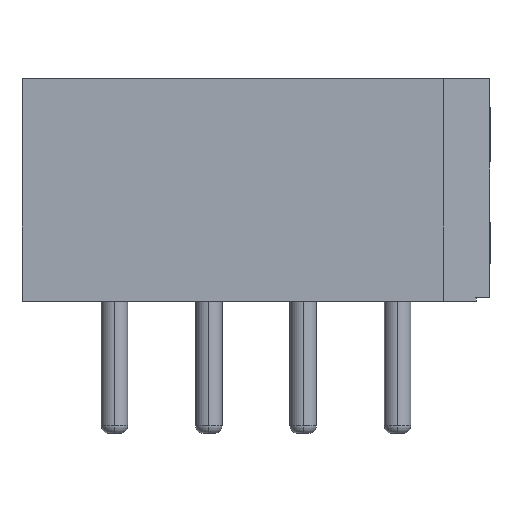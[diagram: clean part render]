
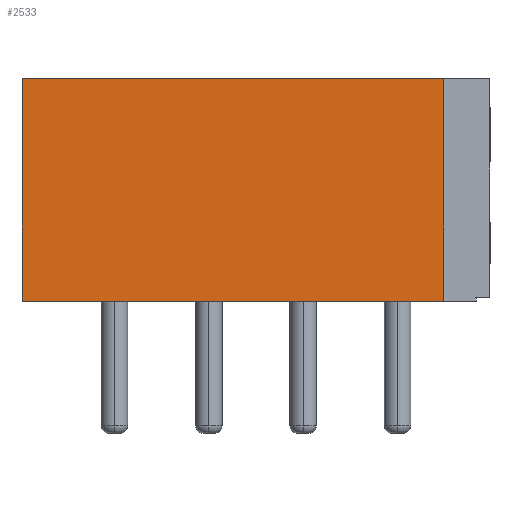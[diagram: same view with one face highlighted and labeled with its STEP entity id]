
A CAD part, top view. The second image highlights one B-rep face of the part: STEP entity #2533.
In plain terms, the highlighted planar face has unit normal (0, 0, 1).
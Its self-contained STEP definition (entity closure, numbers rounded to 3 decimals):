
#22 = EDGE_CURVE ( 'NONE', #1715, #570, #1428, .T. ) ;
#115 = DIRECTION ( 'NONE',  ( -1., 0., 0. ) ) ;
#267 = EDGE_LOOP ( 'NONE', ( #3689, #1949, #1714, #3042 ) ) ;
#330 = CARTESIAN_POINT ( 'NONE',  ( 4.981, 0., 2.45 ) ) ;
#405 = VERTEX_POINT ( 'NONE', #1038 ) ;
#561 = VECTOR ( 'NONE', #1128, 1000. ) ;
#570 = VERTEX_POINT ( 'NONE', #875 ) ;
#617 = AXIS2_PLACEMENT_3D ( 'NONE', #2053, #2990, #115 ) ;
#702 = DIRECTION ( 'NONE',  ( 1., 0., 0. ) ) ;
#704 = DIRECTION ( 'NONE',  ( 0., -1., 0. ) ) ;
#829 = DIRECTION ( 'NONE',  ( 1., 0., 0. ) ) ;
#875 = CARTESIAN_POINT ( 'NONE',  ( 4.981, 5.9, 2.45 ) ) ;
#1038 = CARTESIAN_POINT ( 'NONE',  ( -6.2, 0., 2.45 ) ) ;
#1128 = DIRECTION ( 'NONE',  ( 0., 1., 0. ) ) ;
#1300 = CARTESIAN_POINT ( 'NONE',  ( -6.2, 5.9, 2.45 ) ) ;
#1390 = CARTESIAN_POINT ( 'NONE',  ( -6.2, 0., 2.45 ) ) ;
#1428 = LINE ( 'NONE', #330, #561 ) ;
#1496 = VERTEX_POINT ( 'NONE', #3631 ) ;
#1548 = FACE_OUTER_BOUND ( 'NONE', #267, .T. ) ;
#1714 = ORIENTED_EDGE ( 'NONE', *, *, #2020, .F. ) ;
#1715 = VERTEX_POINT ( 'NONE', #3049 ) ;
#1828 = CARTESIAN_POINT ( 'NONE',  ( -6.2, 5.9, 2.45 ) ) ;
#1949 = ORIENTED_EDGE ( 'NONE', *, *, #22, .T. ) ;
#2020 = EDGE_CURVE ( 'NONE', #1496, #570, #2092, .T. ) ;
#2053 = CARTESIAN_POINT ( 'NONE',  ( -6.2, 5.9, 2.45 ) ) ;
#2092 = LINE ( 'NONE', #1300, #2566 ) ;
#2377 = PLANE ( 'NONE',  #617 ) ;
#2533 = ADVANCED_FACE ( 'NONE', ( #1548 ), #2377, .F. ) ;
#2566 = VECTOR ( 'NONE', #702, 1000. ) ;
#2625 = LINE ( 'NONE', #1828, #2775 ) ;
#2773 = EDGE_CURVE ( 'NONE', #1496, #405, #2625, .T. ) ;
#2775 = VECTOR ( 'NONE', #704, 1000. ) ;
#2799 = LINE ( 'NONE', #1390, #2824 ) ;
#2824 = VECTOR ( 'NONE', #829, 1000. ) ;
#2990 = DIRECTION ( 'NONE',  ( 0., 0., -1. ) ) ;
#3042 = ORIENTED_EDGE ( 'NONE', *, *, #2773, .T. ) ;
#3049 = CARTESIAN_POINT ( 'NONE',  ( 4.981, 0., 2.45 ) ) ;
#3103 = EDGE_CURVE ( 'NONE', #405, #1715, #2799, .T. ) ;
#3631 = CARTESIAN_POINT ( 'NONE',  ( -6.2, 5.9, 2.45 ) ) ;
#3689 = ORIENTED_EDGE ( 'NONE', *, *, #3103, .T. ) ;
